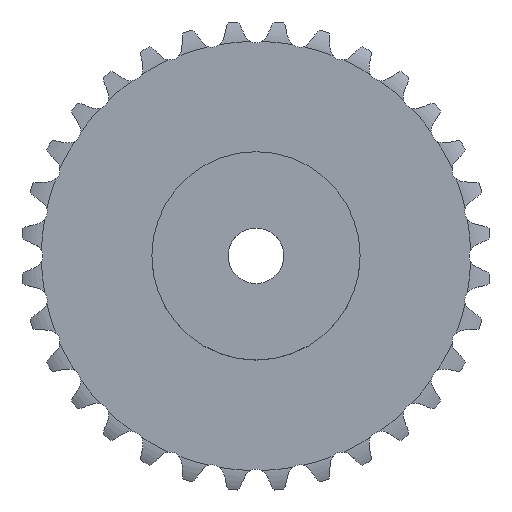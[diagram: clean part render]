
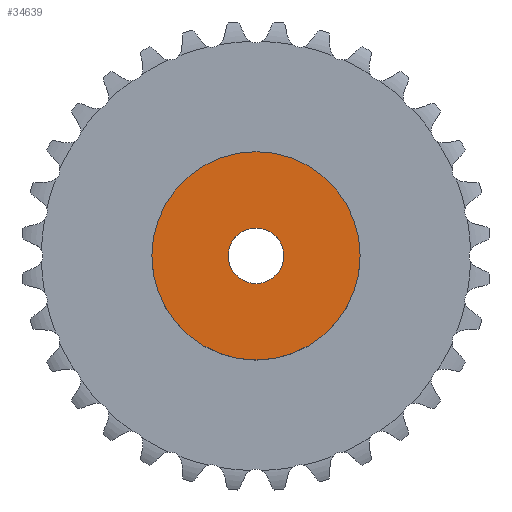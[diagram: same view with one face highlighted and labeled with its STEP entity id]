
A CAD part, top view. The second image highlights one B-rep face of the part: STEP entity #34639.
In plain terms, the highlighted planar face has unit normal (0, 0, 1).
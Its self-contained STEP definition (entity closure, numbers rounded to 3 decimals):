
#4077 = CYLINDRICAL_SURFACE('',#4078,15.);
#4078 = AXIS2_PLACEMENT_3D('',#4079,#4080,#4081);
#4079 = CARTESIAN_POINT('',(0.,0.,0.));
#4080 = DIRECTION('',(-0.,-0.,-1.));
#4081 = DIRECTION('',(1.,0.,0.));
#22022 = VERTEX_POINT('',#22023);
#22023 = CARTESIAN_POINT('',(15.,0.,16.));
#22044 = EDGE_CURVE('',#22022,#22022,#22045,.T.);
#22045 = SURFACE_CURVE('',#22046,(#22051,#22058),.PCURVE_S1.);
#22046 = CIRCLE('',#22047,15.);
#22047 = AXIS2_PLACEMENT_3D('',#22048,#22049,#22050);
#22048 = CARTESIAN_POINT('',(0.,0.,16.));
#22049 = DIRECTION('',(0.,0.,1.));
#22050 = DIRECTION('',(1.,0.,0.));
#22051 = PCURVE('',#4077,#22052);
#22052 = DEFINITIONAL_REPRESENTATION('',(#22053),#22057);
#22053 = LINE('',#22054,#22055);
#22054 = CARTESIAN_POINT('',(-0.,-16.));
#22055 = VECTOR('',#22056,1.);
#22056 = DIRECTION('',(-1.,0.));
#22057 = ( GEOMETRIC_REPRESENTATION_CONTEXT(2) 
PARAMETRIC_REPRESENTATION_CONTEXT() REPRESENTATION_CONTEXT('2D SPACE',''
  ) );
#22058 = PCURVE('',#22059,#22064);
#22059 = PLANE('',#22060);
#22060 = AXIS2_PLACEMENT_3D('',#22061,#22062,#22063);
#22061 = CARTESIAN_POINT('',(0.,0.,16.)
  );
#22062 = DIRECTION('',(0.,0.,1.));
#22063 = DIRECTION('',(1.,0.,0.));
#22064 = DEFINITIONAL_REPRESENTATION('',(#22065),#22069);
#22065 = CIRCLE('',#22066,15.);
#22066 = AXIS2_PLACEMENT_2D('',#22067,#22068);
#22067 = CARTESIAN_POINT('',(0.,0.));
#22068 = DIRECTION('',(1.,0.));
#22069 = ( GEOMETRIC_REPRESENTATION_CONTEXT(2) 
PARAMETRIC_REPRESENTATION_CONTEXT() REPRESENTATION_CONTEXT('2D SPACE',''
  ) );
#29389 = CYLINDRICAL_SURFACE('',#29390,4.);
#29390 = AXIS2_PLACEMENT_3D('',#29391,#29392,#29393);
#29391 = CARTESIAN_POINT('',(0.,0.,102.744));
#29392 = DIRECTION('',(0.,0.,1.));
#29393 = DIRECTION('',(1.,0.,0.));
#34639 = ADVANCED_FACE('',(#34640,#34643),#22059,.T.);
#34640 = FACE_BOUND('',#34641,.T.);
#34641 = EDGE_LOOP('',(#34642));
#34642 = ORIENTED_EDGE('',*,*,#22044,.T.);
#34643 = FACE_BOUND('',#34644,.T.);
#34644 = EDGE_LOOP('',(#34645));
#34645 = ORIENTED_EDGE('',*,*,#34646,.F.);
#34646 = EDGE_CURVE('',#34647,#34647,#34649,.T.);
#34647 = VERTEX_POINT('',#34648);
#34648 = CARTESIAN_POINT('',(4.,0.,16.));
#34649 = SURFACE_CURVE('',#34650,(#34655,#34662),.PCURVE_S1.);
#34650 = CIRCLE('',#34651,4.);
#34651 = AXIS2_PLACEMENT_3D('',#34652,#34653,#34654);
#34652 = CARTESIAN_POINT('',(0.,0.,16.));
#34653 = DIRECTION('',(0.,0.,1.));
#34654 = DIRECTION('',(1.,0.,0.));
#34655 = PCURVE('',#22059,#34656);
#34656 = DEFINITIONAL_REPRESENTATION('',(#34657),#34661);
#34657 = CIRCLE('',#34658,4.);
#34658 = AXIS2_PLACEMENT_2D('',#34659,#34660);
#34659 = CARTESIAN_POINT('',(0.,0.));
#34660 = DIRECTION('',(1.,0.));
#34661 = ( GEOMETRIC_REPRESENTATION_CONTEXT(2) 
PARAMETRIC_REPRESENTATION_CONTEXT() REPRESENTATION_CONTEXT('2D SPACE',''
  ) );
#34662 = PCURVE('',#29389,#34663);
#34663 = DEFINITIONAL_REPRESENTATION('',(#34664),#34668);
#34664 = LINE('',#34665,#34666);
#34665 = CARTESIAN_POINT('',(0.,-86.744));
#34666 = VECTOR('',#34667,1.);
#34667 = DIRECTION('',(1.,0.));
#34668 = ( GEOMETRIC_REPRESENTATION_CONTEXT(2) 
PARAMETRIC_REPRESENTATION_CONTEXT() REPRESENTATION_CONTEXT('2D SPACE',''
  ) );
